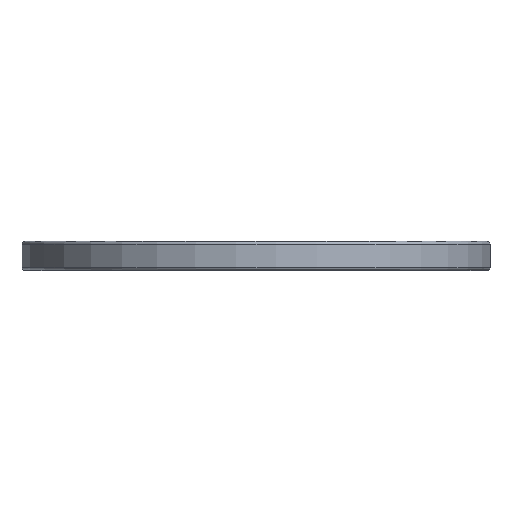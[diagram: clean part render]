
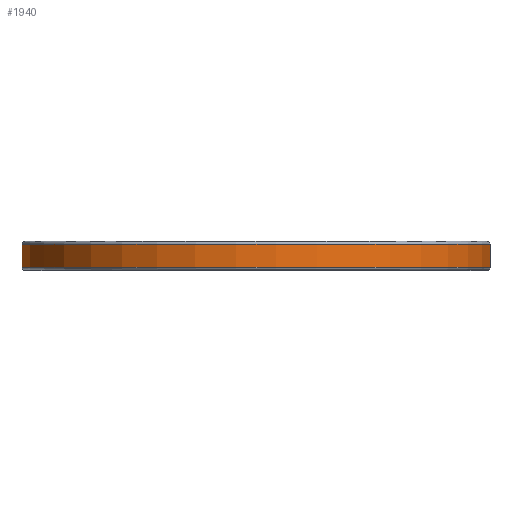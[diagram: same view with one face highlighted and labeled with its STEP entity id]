
A CAD part, top view. The second image highlights one B-rep face of the part: STEP entity #1940.
In plain terms, the highlighted cylindrical face has radius 8.1 mm (diameter 16.2 mm), a partial arc.
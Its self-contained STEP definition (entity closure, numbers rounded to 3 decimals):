
#415 = CYLINDRICAL_SURFACE('',#416,0.1);
#416 = AXIS2_PLACEMENT_3D('',#417,#418,#419);
#417 = CARTESIAN_POINT('',(2.167,0.5,-7.701));
#418 = DIRECTION('',(0.,-1.,0.));
#419 = DIRECTION('',(-0.966,0.,-0.259
    ));
#788 = TOROIDAL_SURFACE('',#789,8.,0.1);
#789 = AXIS2_PLACEMENT_3D('',#790,#791,#792);
#790 = CARTESIAN_POINT('',(0.,0.4,0.));
#791 = DIRECTION('',(0.,1.,0.));
#792 = DIRECTION('',(0.259,0.,-0.966)
  );
#1046 = TOROIDAL_SURFACE('',#1047,8.,0.1);
#1047 = AXIS2_PLACEMENT_3D('',#1048,#1049,#1050);
#1048 = CARTESIAN_POINT('',(0.,-0.4,0.));
#1049 = DIRECTION('',(0.,-1.,0.));
#1050 = DIRECTION('',(0.259,0.,-0.966
    ));
#1153 = VERTEX_POINT('',#1154);
#1154 = CARTESIAN_POINT('',(2.194,0.4,-7.797));
#1174 = EDGE_CURVE('',#1153,#1175,#1177,.T.);
#1175 = VERTEX_POINT('',#1176);
#1176 = CARTESIAN_POINT('',(2.194,-0.4,-7.797));
#1177 = SURFACE_CURVE('',#1178,(#1182,#1188),.PCURVE_S1.);
#1178 = LINE('',#1179,#1180);
#1179 = CARTESIAN_POINT('',(2.194,0.5,-7.797));
#1180 = VECTOR('',#1181,1.);
#1181 = DIRECTION('',(0.,-1.,0.));
#1182 = PCURVE('',#415,#1183);
#1183 = DEFINITIONAL_REPRESENTATION('',(#1184),#1187);
#1184 = B_SPLINE_CURVE_WITH_KNOTS('',1,(#1185,#1186),.UNSPECIFIED.,.F.,
  .F.,(2,2),(0.1,0.9),.PIECEWISE_BEZIER_KNOTS.);
#1185 = CARTESIAN_POINT('',(1.583,0.1));
#1186 = CARTESIAN_POINT('',(1.583,0.9));
#1187 = ( GEOMETRIC_REPRESENTATION_CONTEXT(2) 
PARAMETRIC_REPRESENTATION_CONTEXT() REPRESENTATION_CONTEXT('2D SPACE',''
  ) );
#1188 = PCURVE('',#1189,#1194);
#1189 = CYLINDRICAL_SURFACE('',#1190,8.1);
#1190 = AXIS2_PLACEMENT_3D('',#1191,#1192,#1193);
#1191 = CARTESIAN_POINT('',(0.,0.5,0.));
#1192 = DIRECTION('',(0.,1.,0.));
#1193 = DIRECTION('',(1.,0.,0.));
#1194 = DEFINITIONAL_REPRESENTATION('',(#1195),#1198);
#1195 = B_SPLINE_CURVE_WITH_KNOTS('',1,(#1196,#1197),.UNSPECIFIED.,.F.,
  .F.,(2,2),(0.1,0.9),.PIECEWISE_BEZIER_KNOTS.);
#1196 = CARTESIAN_POINT('',(-4.987,-0.1));
#1197 = CARTESIAN_POINT('',(-4.987,-0.9));
#1198 = ( GEOMETRIC_REPRESENTATION_CONTEXT(2) 
PARAMETRIC_REPRESENTATION_CONTEXT() REPRESENTATION_CONTEXT('2D SPACE',''
  ) );
#1445 = EDGE_CURVE('',#1153,#1446,#1448,.T.);
#1446 = VERTEX_POINT('',#1447);
#1447 = CARTESIAN_POINT('',(-2.194,0.4,-7.797));
#1448 = SURFACE_CURVE('',#1449,(#1454,#1460),.PCURVE_S1.);
#1449 = CIRCLE('',#1450,8.1);
#1450 = AXIS2_PLACEMENT_3D('',#1451,#1452,#1453);
#1451 = CARTESIAN_POINT('',(0.,0.4,0.));
#1452 = DIRECTION('',(0.,-1.,0.));
#1453 = DIRECTION('',(0.259,0.,-0.966
    ));
#1454 = PCURVE('',#788,#1455);
#1455 = DEFINITIONAL_REPRESENTATION('',(#1456),#1459);
#1456 = B_SPLINE_CURVE_WITH_KNOTS('',1,(#1457,#1458),.UNSPECIFIED.,.F.,
  .F.,(2,2),(0.013,5.747),
  .PIECEWISE_BEZIER_KNOTS.);
#1457 = CARTESIAN_POINT('',(-0.013,0.));
#1458 = CARTESIAN_POINT('',(-5.747,0.));
#1459 = ( GEOMETRIC_REPRESENTATION_CONTEXT(2) 
PARAMETRIC_REPRESENTATION_CONTEXT() REPRESENTATION_CONTEXT('2D SPACE',''
  ) );
#1460 = PCURVE('',#1189,#1461);
#1461 = DEFINITIONAL_REPRESENTATION('',(#1462),#1465);
#1462 = B_SPLINE_CURVE_WITH_KNOTS('',1,(#1463,#1464),.UNSPECIFIED.,.F.,
  .F.,(2,2),(0.013,5.747),
  .PIECEWISE_BEZIER_KNOTS.);
#1463 = CARTESIAN_POINT('',(-4.987,-0.1));
#1464 = CARTESIAN_POINT('',(-10.721,-0.1));
#1465 = ( GEOMETRIC_REPRESENTATION_CONTEXT(2) 
PARAMETRIC_REPRESENTATION_CONTEXT() REPRESENTATION_CONTEXT('2D SPACE',''
  ) );
#1746 = EDGE_CURVE('',#1175,#1747,#1749,.T.);
#1747 = VERTEX_POINT('',#1748);
#1748 = CARTESIAN_POINT('',(-2.194,-0.4,-7.797));
#1749 = SURFACE_CURVE('',#1750,(#1755,#1761),.PCURVE_S1.);
#1750 = CIRCLE('',#1751,8.1);
#1751 = AXIS2_PLACEMENT_3D('',#1752,#1753,#1754);
#1752 = CARTESIAN_POINT('',(0.,-0.4,0.));
#1753 = DIRECTION('',(0.,-1.,0.));
#1754 = DIRECTION('',(0.259,0.,-0.966
    ));
#1755 = PCURVE('',#1046,#1756);
#1756 = DEFINITIONAL_REPRESENTATION('',(#1757),#1760);
#1757 = B_SPLINE_CURVE_WITH_KNOTS('',1,(#1758,#1759),.UNSPECIFIED.,.F.,
  .F.,(2,2),(0.013,5.747),
  .PIECEWISE_BEZIER_KNOTS.);
#1758 = CARTESIAN_POINT('',(0.013,0.));
#1759 = CARTESIAN_POINT('',(5.747,0.));
#1760 = ( GEOMETRIC_REPRESENTATION_CONTEXT(2) 
PARAMETRIC_REPRESENTATION_CONTEXT() REPRESENTATION_CONTEXT('2D SPACE',''
  ) );
#1761 = PCURVE('',#1189,#1762);
#1762 = DEFINITIONAL_REPRESENTATION('',(#1763),#1766);
#1763 = B_SPLINE_CURVE_WITH_KNOTS('',1,(#1764,#1765),.UNSPECIFIED.,.F.,
  .F.,(2,2),(0.013,5.747),
  .PIECEWISE_BEZIER_KNOTS.);
#1764 = CARTESIAN_POINT('',(-4.987,-0.9));
#1765 = CARTESIAN_POINT('',(-10.721,-0.9));
#1766 = ( GEOMETRIC_REPRESENTATION_CONTEXT(2) 
PARAMETRIC_REPRESENTATION_CONTEXT() REPRESENTATION_CONTEXT('2D SPACE',''
  ) );
#1940 = ADVANCED_FACE('',(#1941),#1189,.T.);
#1941 = FACE_BOUND('',#1942,.F.);
#1942 = EDGE_LOOP('',(#1943,#1967,#1968,#1969));
#1943 = ORIENTED_EDGE('',*,*,#1944,.F.);
#1944 = EDGE_CURVE('',#1446,#1747,#1945,.T.);
#1945 = SURFACE_CURVE('',#1946,(#1950,#1956),.PCURVE_S1.);
#1946 = LINE('',#1947,#1948);
#1947 = CARTESIAN_POINT('',(-2.194,0.5,-7.797));
#1948 = VECTOR('',#1949,1.);
#1949 = DIRECTION('',(0.,-1.,0.));
#1950 = PCURVE('',#1189,#1951);
#1951 = DEFINITIONAL_REPRESENTATION('',(#1952),#1955);
#1952 = B_SPLINE_CURVE_WITH_KNOTS('',1,(#1953,#1954),.UNSPECIFIED.,.F.,
  .F.,(2,2),(0.1,0.9),.PIECEWISE_BEZIER_KNOTS.);
#1953 = CARTESIAN_POINT('',(-10.721,-0.1));
#1954 = CARTESIAN_POINT('',(-10.721,-0.9));
#1955 = ( GEOMETRIC_REPRESENTATION_CONTEXT(2) 
PARAMETRIC_REPRESENTATION_CONTEXT() REPRESENTATION_CONTEXT('2D SPACE',''
  ) );
#1956 = PCURVE('',#1957,#1962);
#1957 = CYLINDRICAL_SURFACE('',#1958,0.1);
#1958 = AXIS2_PLACEMENT_3D('',#1959,#1960,#1961);
#1959 = CARTESIAN_POINT('',(-2.167,0.5,-7.701));
#1960 = DIRECTION('',(0.,-1.,0.));
#1961 = DIRECTION('',(-0.271,0.,
    -0.963));
#1962 = DEFINITIONAL_REPRESENTATION('',(#1963),#1966);
#1963 = B_SPLINE_CURVE_WITH_KNOTS('',1,(#1964,#1965),.UNSPECIFIED.,.F.,
  .F.,(2,2),(0.1,0.9),.PIECEWISE_BEZIER_KNOTS.);
#1964 = CARTESIAN_POINT('',(0.,0.1));
#1965 = CARTESIAN_POINT('',(0.,0.9));
#1966 = ( GEOMETRIC_REPRESENTATION_CONTEXT(2) 
PARAMETRIC_REPRESENTATION_CONTEXT() REPRESENTATION_CONTEXT('2D SPACE',''
  ) );
#1967 = ORIENTED_EDGE('',*,*,#1445,.F.);
#1968 = ORIENTED_EDGE('',*,*,#1174,.T.);
#1969 = ORIENTED_EDGE('',*,*,#1746,.T.);
